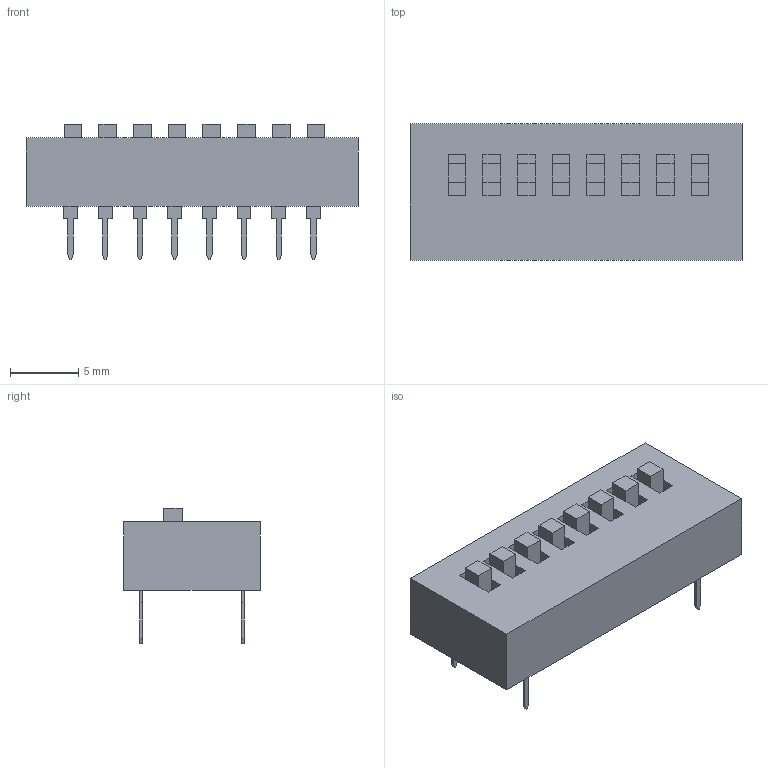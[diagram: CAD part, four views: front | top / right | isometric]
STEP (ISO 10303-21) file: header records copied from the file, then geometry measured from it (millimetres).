
FILE_DESCRIPTION (( 'STEP AP214' ), '1' );
FILE_NAME ('ESWITCH_KAT1108E.STEP', '2022-05-14T13:24:55', ( '' ), ( '' ), 'SwSTEP 2.0', 'SolidWorks 2019', '' );
FILE_SCHEMA (( 'AUTOMOTIVE_DESIGN' ));
Length unit declared in the file: millimetre
Products named in the file (1): ESWITCH_KAT1108E
Bounding box: 24.3 x 10 x 9.91 mm (x, y, z)
Volume: 1216.7 mm3; surface area: 995.7 mm2
Topology: 1 solids, 1 shells, 220 faces, 568 edges, 368 vertices
Faces by surface type: plane 220
Entity records: 8970 total; most frequent: CARTESIAN_POINT 1157, ORIENTED_EDGE 1136, DIRECTION 1010, LINE 568, EDGE_CURVE 568, VECTOR 568, VERTEX_POINT 368, EDGE_LOOP 238
